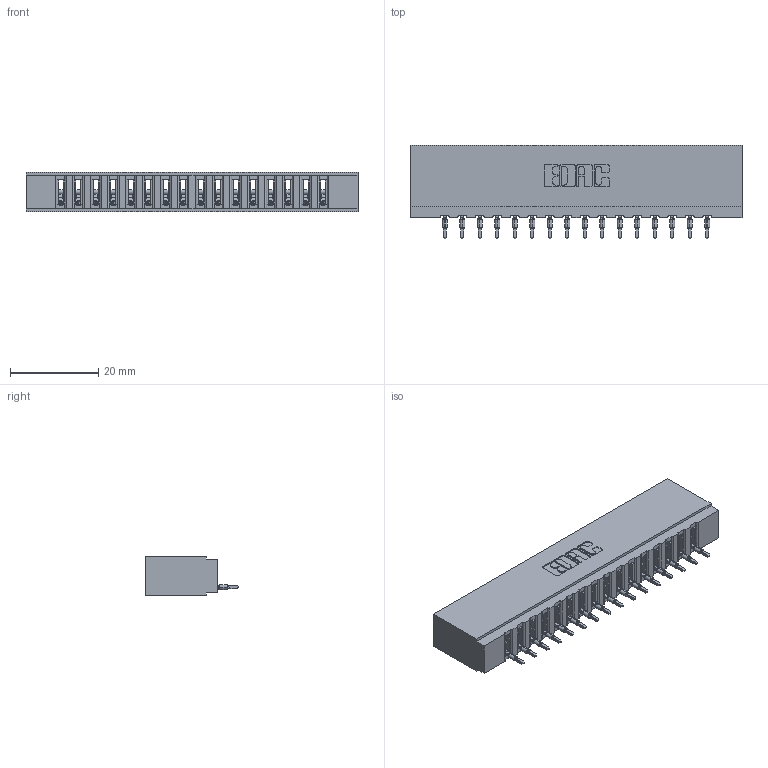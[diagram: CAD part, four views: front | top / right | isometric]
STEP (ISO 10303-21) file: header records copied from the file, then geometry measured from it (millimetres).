
FILE_DESCRIPTION (( 'STEP AP203' ), '1' );
FILE_NAME ('737-016-520-101.STEP', '2020-09-10T19:53:56', ( '' ), ( '' ), 'SwSTEP 2.0', 'SolidWorks 2020', '' );
FILE_SCHEMA (( 'CONFIG_CONTROL_DESIGN' ));
Length unit declared in the file: inch
Products named in the file (3): 737-016-520-101; 737 Part_Insulator Option - 01; 745-292-001_520
Assembly tree (17 placements, depth 2):
  737-016-520-101
    737 Part_Insulator Option - 01
    745-292-001_520  x16
Bounding box: 75.23 x 21.22 x 8.89 mm (x, y, z)
Volume: 7431.3 mm3; surface area: 9394.3 mm2
Topology: 17 solids, 17 shells, 1902 faces, 5231 edges, 3306 vertices
Faces by surface type: plane 1142, cylinder 344, bspline 320, torus 96
Entity records: 30475 total; most frequent: CARTESIAN_POINT 5873, ORIENTED_EDGE 5272, DIRECTION 4592, EDGE_CURVE 2636, LINE 2358, VECTOR 2358, VERTEX_POINT 1686, AXIS2_PLACEMENT_3D 1117
